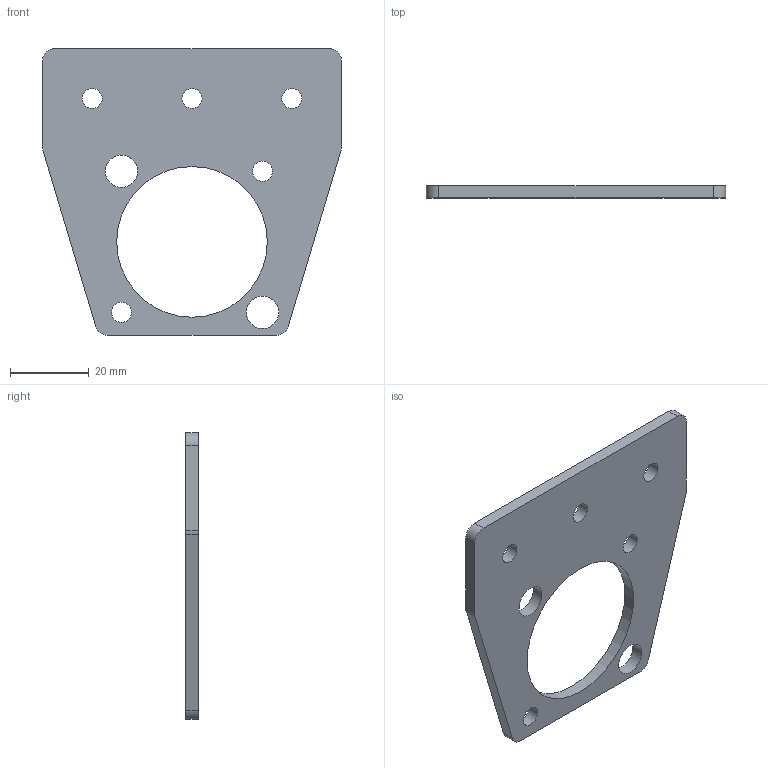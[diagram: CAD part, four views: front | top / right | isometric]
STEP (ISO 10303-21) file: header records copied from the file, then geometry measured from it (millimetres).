
FILE_DESCRIPTION (( 'STEP AP214' ), '1' );
FILE_NAME ('am-4167 1IN 57Sport Side Mount Gusset.STEP', '2019-10-09T14:16:54', ( '' ), ( '' ), 'SwSTEP 2.0', 'SolidWorks 2019', '' );
FILE_SCHEMA (( 'AUTOMOTIVE_DESIGN' ));
Length unit declared in the file: inch
Products named in the file (1): am-4167 1IN 57Sport Side Mount Gusset
Bounding box: 76.2 x 3.17 x 73.03 mm (x, y, z)
Volume: 11153.4 mm3; surface area: 8684.9 mm2
Topology: 1 solids, 1 shells, 22 faces, 60 edges, 40 vertices
Faces by surface type: cylinder 14, plane 8
Full cylindrical faces by diameter (mm): 5.105 x5, 8.255 x2, 38.354 x1
Entity records: 744 total; most frequent: DIRECTION 126, CARTESIAN_POINT 115, ORIENTED_EDGE 104, EDGE_CURVE 52, AXIS2_PLACEMENT_3D 51, EDGE_LOOP 46, VERTEX_POINT 40, FACE_OUTER_BOUND 30
